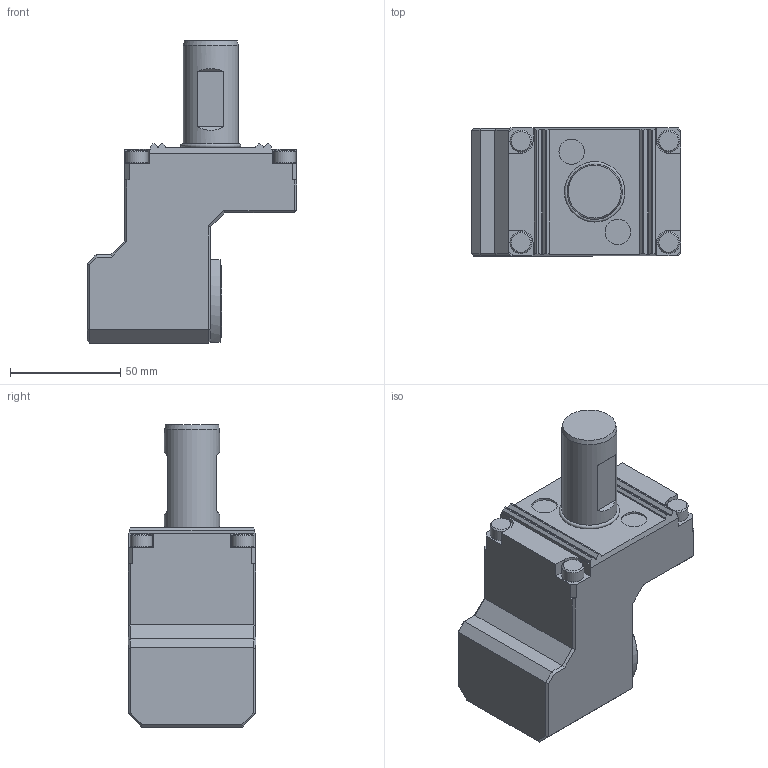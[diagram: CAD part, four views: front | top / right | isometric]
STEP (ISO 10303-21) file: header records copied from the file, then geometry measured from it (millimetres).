
FILE_DESCRIPTION(/* description */ (''),/* implementation_level */ '2;1');
FILE_NAME(/* name */ '1617874206907.stp',/* time_stamp */ '2021-04-08T11:30:14+02:00',/* author */ (''),/* organization */ ('SMS'),/* preprocessor_version */ 'ST-DEVELOPER v16.7',/* originating_system */ 'SIEMENS PLM Software NX 12.0',/* authorisation */ '');
FILE_SCHEMA (('AUTOMOTIVE_DESIGN { 1 0 10303 214 3 1 1 1 }'));
Length unit declared in the file: millimetre
Products named in the file (1): 203468972mod000_00
Bounding box: 95 x 58 x 137 mm (x, y, z)
Volume: 329591.8 mm3; surface area: 37536.1 mm2
Topology: 1 solids, 1 shells, 143 faces, 352 edges, 229 vertices
Faces by surface type: plane 108, cylinder 17, cone 12, sphere 4, bspline 1, torus 1
Full cylindrical faces by diameter (mm): 2 x1, 10 x4, 11.5 x2, 25 x1, 32 x1
Entity records: 4211 total; most frequent: CARTESIAN_POINT 916, DIRECTION 652, ORIENTED_EDGE 634, EDGE_CURVE 317, LINE 240, VECTOR 240, VERTEX_POINT 217, AXIS2_PLACEMENT_3D 206
